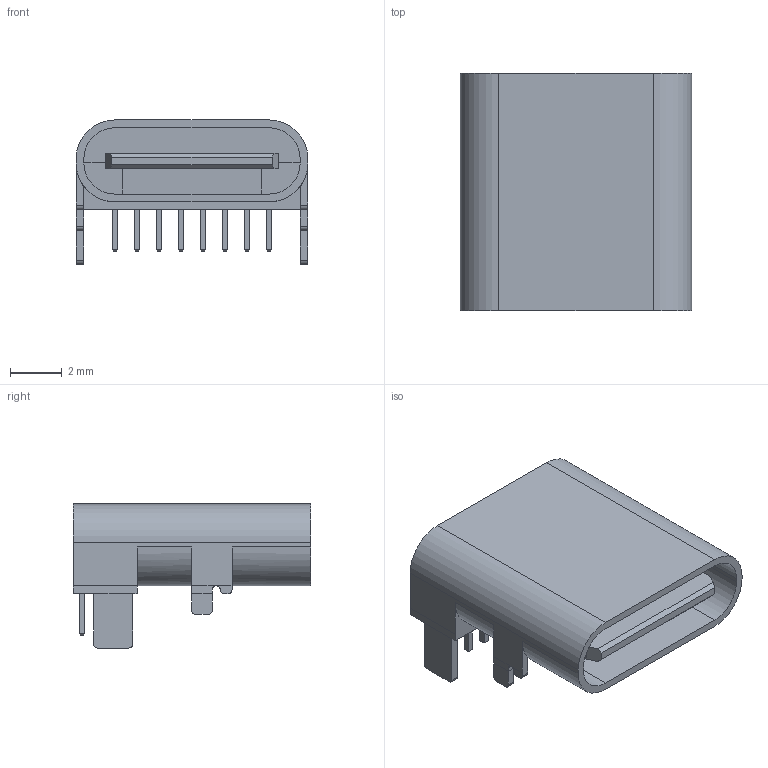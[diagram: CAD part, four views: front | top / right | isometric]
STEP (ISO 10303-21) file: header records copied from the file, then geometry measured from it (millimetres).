
FILE_DESCRIPTION(('FreeCAD Model'),'2;1');
FILE_NAME('usb4085.step', '2020-01-06T03:17:14',('Author'),(''), 'Open CASCADE STEP processor 6.8','FreeCAD','Unknown');
FILE_SCHEMA(('AUTOMOTIVE_DESIGN_CC2 { 1 2 10303 214 -1 1 5 4 }'));
Length unit declared in the file: millimetre
Products named in the file (1): Fillet005
Bounding box: 8.95 x 9.17 x 5.56 mm (x, y, z)
Volume: 178.3 mm3; surface area: 459 mm2
Topology: 1 solids, 1 shells, 255 faces, 630 edges, 390 vertices
Faces by surface type: plane 223, cylinder 30, bspline 2
Entity records: 18621 total; most frequent: CARTESIAN_POINT 4016, DIRECTION 2394, LINE 1716, VECTOR 1716, ORIENTED_EDGE 1260, PCURVE 1260, DEFINITIONAL_REPRESENTATION 1260, EDGE_CURVE 630
